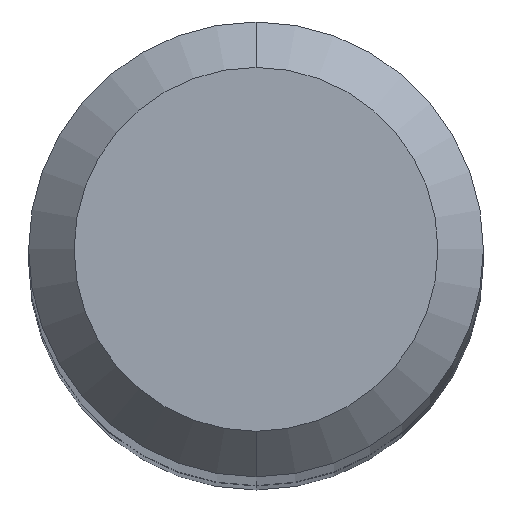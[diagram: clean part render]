
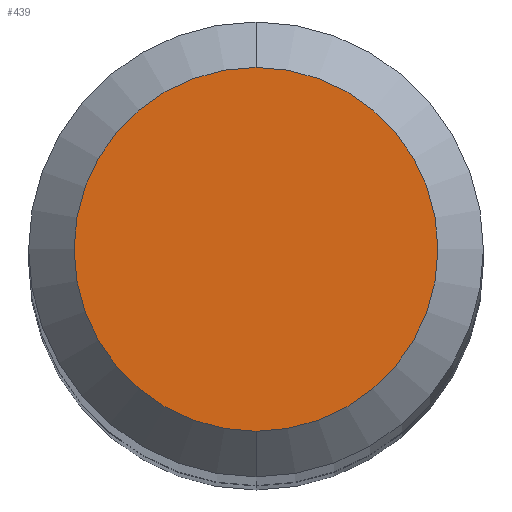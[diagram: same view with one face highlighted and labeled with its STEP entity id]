
A CAD part, top view. The second image highlights one B-rep face of the part: STEP entity #439.
In plain terms, the highlighted planar face has unit normal (0, 0, 1).
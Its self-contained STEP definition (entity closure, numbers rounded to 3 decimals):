
#189=EDGE_CURVE('',#309,#383,#491,.T.);
#309=VERTEX_POINT('',#623);
#331=EDGE_CURVE('',#383,#309,#649,.T.);
#383=VERTEX_POINT('',#703);
#439=ADVANCED_FACE('',(#765),#766,.T.);
#491=CIRCLE('',#816,1.2);
#623=CARTESIAN_POINT('',(0.0,1.2,0.0));
#649=CIRCLE('',#1117,1.2);
#703=CARTESIAN_POINT('',(0.,-1.2,0.0));
#765=FACE_OUTER_BOUND('',#1352,.T.);
#766=PLANE('',#1353);
#816=AXIS2_PLACEMENT_3D('',#1439,#1440,#1441);
#1117=AXIS2_PLACEMENT_3D('',#1617,#1618,#1619);
#1352=EDGE_LOOP('',(#1734,#1735));
#1353=AXIS2_PLACEMENT_3D('',#1736,#1737,#1738);
#1439=CARTESIAN_POINT('',(0.0,0.0,0.0));
#1440=DIRECTION('',(0.0,0.0,-1.0));
#1441=DIRECTION('',(0.0,1.0,0.0));
#1617=CARTESIAN_POINT('',(0.0,0.0,0.0));
#1618=DIRECTION('',(0.0,0.0,-1.0));
#1619=DIRECTION('',(0.0,1.0,0.0));
#1734=ORIENTED_EDGE('',*,*,#189,.F.);
#1735=ORIENTED_EDGE('',*,*,#331,.F.);
#1736=CARTESIAN_POINT('',(0.0,0.6,0.0));
#1737=DIRECTION('',(-0.0,0.0,1.0));
#1738=DIRECTION('',(0.0,-1.0,0.0));
